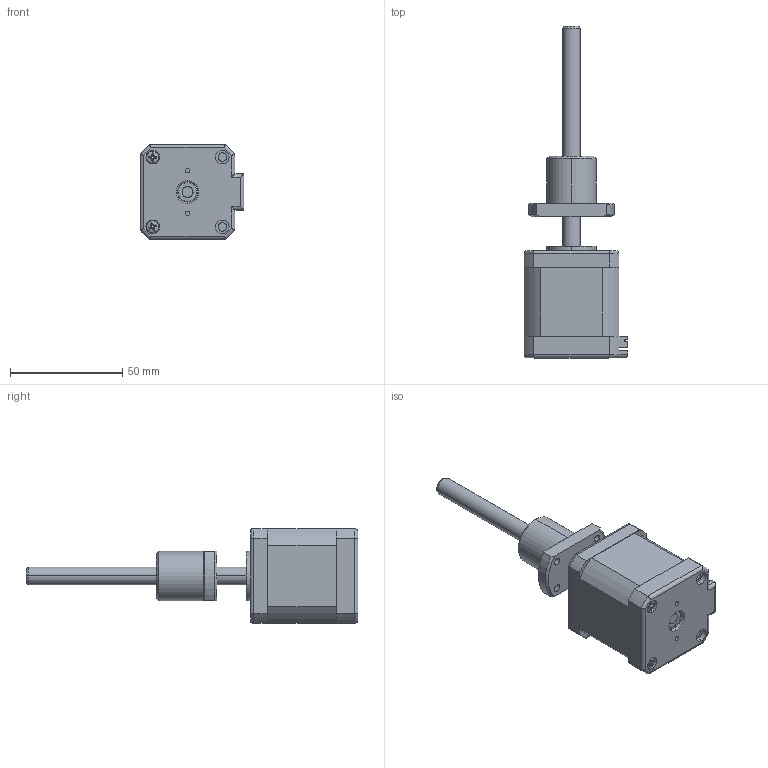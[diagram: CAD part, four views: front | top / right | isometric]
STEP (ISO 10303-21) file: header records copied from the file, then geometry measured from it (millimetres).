
FILE_DESCRIPTION (( 'STEP AP203' ), '1' );
FILE_NAME ('BE176S-B0805-100-BU1-0-200.STEP', '2019-04-11T06:00:30', ( 'Sky123.Org' ), ( 'Sky123.Org' ), 'SwSTEP 2.0', 'SolidWorks 2014', '' );
FILE_SCHEMA (( 'CONFIG_CONTROL_DESIGN' ));
Length unit declared in the file: millimetre
Products named in the file (1): BE176S-B0805-100-BU1-0-200
Bounding box: 46.2 x 147.8 x 42.2 mm (x, y, z)
Surface area: 23530.8 mm2 (no closed solid volume)
Topology: 0 solids, 17 shells, 287 faces, 905 edges, 636 vertices
Faces by surface type: plane 156, cylinder 80, cone 33, torus 14, sphere 4
Entity records: 10500 total; most frequent: CARTESIAN_POINT 2377, DIRECTION 1645, ORIENTED_EDGE 1572, EDGE_CURVE 905, VERTEX_POINT 636, LINE 565, VECTOR 565, AXIS2_PLACEMENT_3D 540
